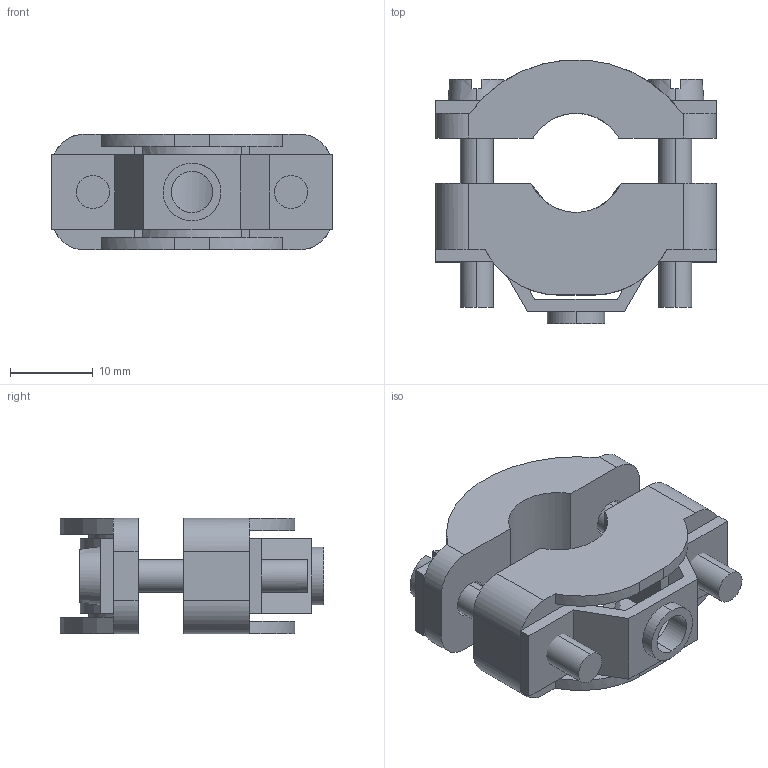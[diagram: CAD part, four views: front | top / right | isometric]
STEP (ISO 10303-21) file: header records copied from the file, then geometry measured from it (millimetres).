
FILE_DESCRIPTION(/* description */ (''),/* implementation_level */ '2;1');
FILE_NAME(/* name */ '2158124',/* time_stamp */ '2016-02-12T15:57:58+01:00',/* author */ (''),/* organization */ (''),/* preprocessor_version */ 'ST-DEVELOPER v15',/* originating_system */ '',/* authorisation */ '');
FILE_SCHEMA (('CONFIG_CONTROL_DESIGN'));
Length unit declared in the file: millimetre
Products named in the file (2): Document; Block 01
Assembly tree (1 placements, depth 2):
  Document
    Block 01
Bounding box: 34 x 31.95 x 14 mm (x, y, z)
Volume: 6062.1 mm3; surface area: 6568.1 mm2
Topology: 6 solids, 6 shells, 113 faces, 294 edges, 196 vertices
Faces by surface type: plane 63, bspline 50
Entity records: 4267 total; most frequent: CARTESIAN_POINT 2245, ORIENTED_EDGE 588, EDGE_CURVE 294, VERTEX_POINT 196, B_SPLINE_CURVE_WITH_KNOTS 176, EDGE_LOOP 136, ADVANCED_FACE 113, FACE_OUTER_BOUND 113
